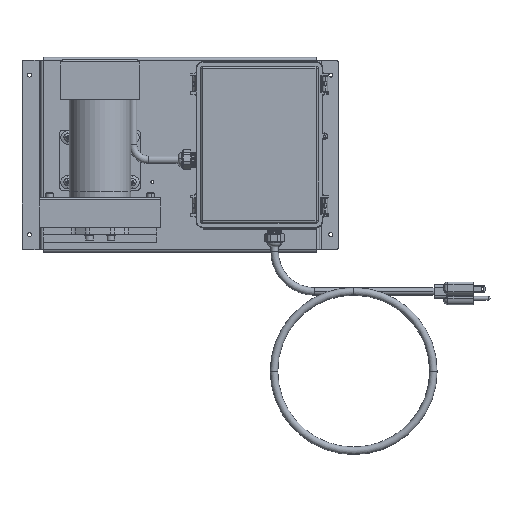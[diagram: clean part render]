
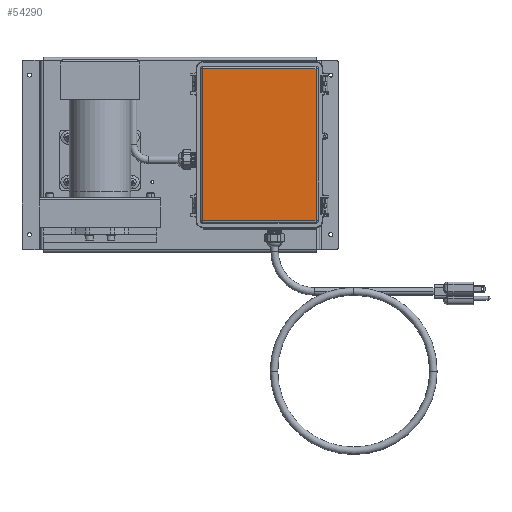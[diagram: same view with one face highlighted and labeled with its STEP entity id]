
A CAD part, top view. The second image highlights one B-rep face of the part: STEP entity #54290.
In plain terms, the highlighted planar face has unit normal (0, 0, 1).
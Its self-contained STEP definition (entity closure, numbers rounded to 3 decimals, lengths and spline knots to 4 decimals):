
#248 = ORIENTED_EDGE ( 'NONE', *, *, #44739, .T. ) ;
#1472 = DIRECTION ( 'NONE',  ( 0., -1., 0. ) ) ;
#1793 = LINE ( 'NONE', #57208, #97076 ) ;
#3434 = VERTEX_POINT ( 'NONE', #123291 ) ;
#6643 = VERTEX_POINT ( 'NONE', #99165 ) ;
#7345 = DIRECTION ( 'NONE',  ( 0., 1., 0. ) ) ;
#13017 = CARTESIAN_POINT ( 'NONE',  ( 0.6594, -3.8271, 4.007 ) ) ;
#22251 = DIRECTION ( 'NONE',  ( 1., 0., 0. ) ) ;
#33924 = ORIENTED_EDGE ( 'NONE', *, *, #57055, .T. ) ;
#34681 = DIRECTION ( 'NONE',  ( -1., 0., 0. ) ) ;
#35029 = CARTESIAN_POINT ( 'NONE',  ( 6.3434, 3.9212, 4.007 ) ) ;
#37311 = VERTEX_POINT ( 'NONE', #107486 ) ;
#38410 = ORIENTED_EDGE ( 'NONE', *, *, #113504, .T. ) ;
#44739 = EDGE_CURVE ( 'NONE', #37311, #6643, #106392, .T. ) ;
#49152 = LINE ( 'NONE', #74971, #63689 ) ;
#54290 = ADVANCED_FACE ( 'NONE', ( #87580 ), #79069, .T. ) ;
#57055 = EDGE_CURVE ( 'NONE', #6643, #3434, #1793, .T. ) ;
#57208 = CARTESIAN_POINT ( 'NONE',  ( 0.5631, 3.8249, 4.007 ) ) ;
#58522 = VERTEX_POINT ( 'NONE', #13017 ) ;
#63689 = VECTOR ( 'NONE', #1472, 39.3701 ) ;
#64290 = ORIENTED_EDGE ( 'NONE', *, *, #88251, .T. ) ;
#65291 = DIRECTION ( 'NONE',  ( 0., 1., 0. ) ) ;
#66665 = EDGE_LOOP ( 'NONE', ( #33924, #38410, #64290, #248 ) ) ;
#68221 = CARTESIAN_POINT ( 'NONE',  ( 3.5014, -0.0011, 4.007 ) ) ;
#74971 = CARTESIAN_POINT ( 'NONE',  ( 0.6594, -3.9234, 4.007 ) ) ;
#79069 = PLANE ( 'NONE',  #92460 ) ;
#87580 = FACE_OUTER_BOUND ( 'NONE', #66665, .T. ) ;
#88251 = EDGE_CURVE ( 'NONE', #58522, #37311, #119895, .T. ) ;
#92460 = AXIS2_PLACEMENT_3D ( 'NONE', #68221, #130103, #7345 ) ;
#94953 = CARTESIAN_POINT ( 'NONE',  ( 6.4397, -3.8271, 4.007 ) ) ;
#97076 = VECTOR ( 'NONE', #34681, 39.3701 ) ;
#99165 = CARTESIAN_POINT ( 'NONE',  ( 6.3434, 3.8249, 4.007 ) ) ;
#105411 = VECTOR ( 'NONE', #22251, 39.3701 ) ;
#106392 = LINE ( 'NONE', #35029, #133809 ) ;
#107486 = CARTESIAN_POINT ( 'NONE',  ( 6.3434, -3.8271, 4.007 ) ) ;
#113504 = EDGE_CURVE ( 'NONE', #3434, #58522, #49152, .T. ) ;
#119895 = LINE ( 'NONE', #94953, #105411 ) ;
#123291 = CARTESIAN_POINT ( 'NONE',  ( 0.6594, 3.8249, 4.007 ) ) ;
#130103 = DIRECTION ( 'NONE',  ( 0., 0., 1. ) ) ;
#133809 = VECTOR ( 'NONE', #65291, 39.3701 ) ;
